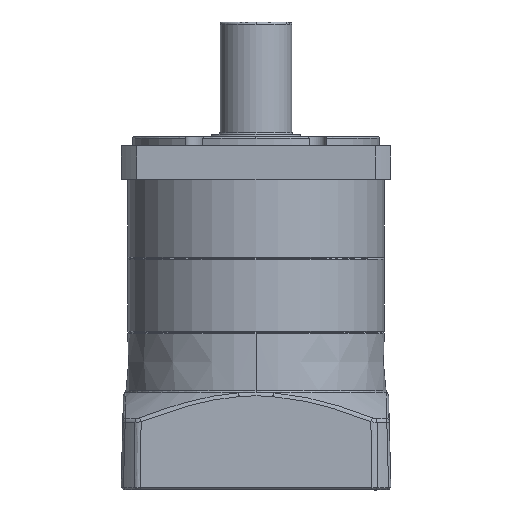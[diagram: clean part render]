
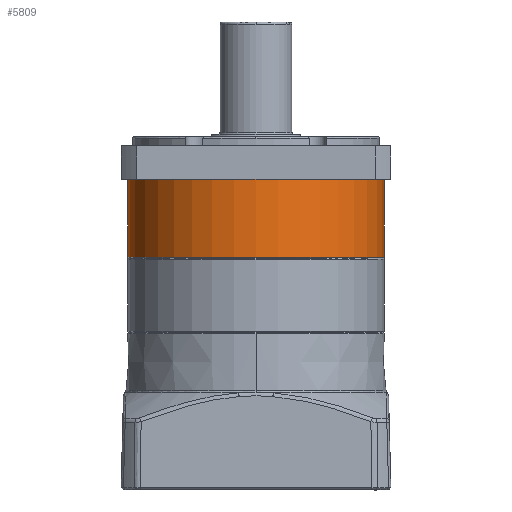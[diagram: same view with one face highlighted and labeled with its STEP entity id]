
A CAD part, front view. The second image highlights one B-rep face of the part: STEP entity #5809.
In plain terms, the highlighted cylindrical face has radius 57 mm (diameter 114 mm), a partial arc.
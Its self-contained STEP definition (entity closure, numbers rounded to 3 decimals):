
#1576 = AXIS2_PLACEMENT_3D ( 'NONE', #26141, #26060, #26053 ) ;
#4472 = VECTOR ( 'NONE', #19064, 1000. ) ;
#5809 = ADVANCED_FACE ( 'NONE', ( #25368 ), #15161, .T. ) ;
#6184 = VERTEX_POINT ( 'NONE', #26423 ) ;
#6226 = CIRCLE ( 'NONE', #1576, 57. ) ;
#8410 = VERTEX_POINT ( 'NONE', #20825 ) ;
#11211 = CARTESIAN_POINT ( 'NONE',  ( -57., 0., 38. ) ) ;
#12820 = DIRECTION ( 'NONE',  ( 0., 0., -1. ) ) ;
#13553 = AXIS2_PLACEMENT_3D ( 'NONE', #36350, #35869, #35926 ) ;
#14622 = AXIS2_PLACEMENT_3D ( 'NONE', #16176, #39855, #19608 ) ;
#14875 = EDGE_CURVE ( 'NONE', #32134, #16246, #38627, .T. ) ;
#15161 = CYLINDRICAL_SURFACE ( 'NONE', #13553, 57. ) ;
#15244 = ORIENTED_EDGE ( 'NONE', *, *, #21229, .T. ) ;
#16176 = CARTESIAN_POINT ( 'NONE',  ( 0., 0., 3.4 ) ) ;
#16246 = VERTEX_POINT ( 'NONE', #24240 ) ;
#19010 = EDGE_CURVE ( 'NONE', #6184, #8410, #25689, .T. ) ;
#19064 = DIRECTION ( 'NONE',  ( 0., 0., -1. ) ) ;
#19608 = DIRECTION ( 'NONE',  ( 1., 0., 0. ) ) ;
#19882 = EDGE_LOOP ( 'NONE', ( #26893, #15244, #28499, #22341 ) ) ;
#20105 = CARTESIAN_POINT ( 'NONE',  ( 57., 0., 38. ) ) ;
#20241 = CIRCLE ( 'NONE', #14622, 57. ) ;
#20825 = CARTESIAN_POINT ( 'NONE',  ( -57., 0., 3.4 ) ) ;
#21229 = EDGE_CURVE ( 'NONE', #32134, #6184, #6226, .T. ) ;
#22341 = ORIENTED_EDGE ( 'NONE', *, *, #37951, .F. ) ;
#24240 = CARTESIAN_POINT ( 'NONE',  ( 57., 0., 3.4 ) ) ;
#25368 = FACE_OUTER_BOUND ( 'NONE', #19882, .T. ) ;
#25689 = LINE ( 'NONE', #11211, #34596 ) ;
#26053 = DIRECTION ( 'NONE',  ( -1., 0., 0. ) ) ;
#26060 = DIRECTION ( 'NONE',  ( 0., 0., -1. ) ) ;
#26141 = CARTESIAN_POINT ( 'NONE',  ( 0., 0., 38. ) ) ;
#26423 = CARTESIAN_POINT ( 'NONE',  ( -57., 0., 38. ) ) ;
#26893 = ORIENTED_EDGE ( 'NONE', *, *, #14875, .F. ) ;
#28499 = ORIENTED_EDGE ( 'NONE', *, *, #19010, .T. ) ;
#32134 = VERTEX_POINT ( 'NONE', #44056 ) ;
#34596 = VECTOR ( 'NONE', #12820, 1000. ) ;
#35869 = DIRECTION ( 'NONE',  ( 0., 0., -1. ) ) ;
#35926 = DIRECTION ( 'NONE',  ( -1., 0., 0. ) ) ;
#36350 = CARTESIAN_POINT ( 'NONE',  ( 0., 0., 38. ) ) ;
#37951 = EDGE_CURVE ( 'NONE', #16246, #8410, #20241, .T. ) ;
#38627 = LINE ( 'NONE', #20105, #4472 ) ;
#39855 = DIRECTION ( 'NONE',  ( 0., 0., -1. ) ) ;
#44056 = CARTESIAN_POINT ( 'NONE',  ( 57., 0., 38. ) ) ;
